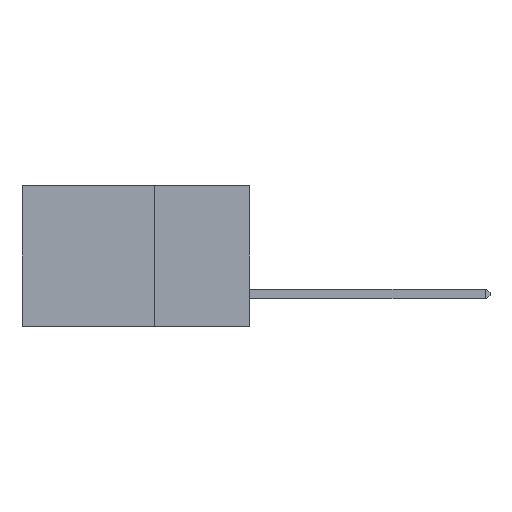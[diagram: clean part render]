
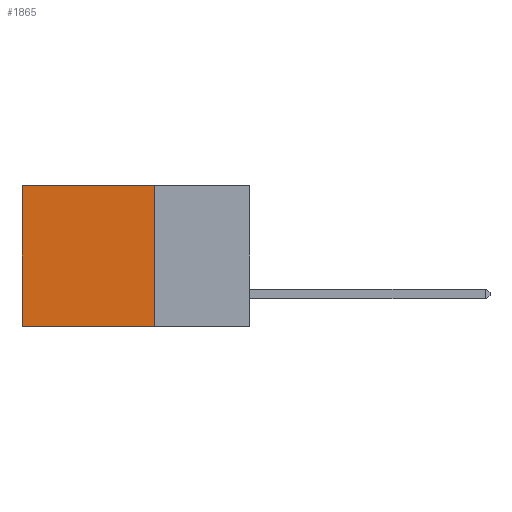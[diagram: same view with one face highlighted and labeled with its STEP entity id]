
A CAD part, left-side view. The second image highlights one B-rep face of the part: STEP entity #1865.
In plain terms, the highlighted planar face has unit normal (-1, 0, 0).
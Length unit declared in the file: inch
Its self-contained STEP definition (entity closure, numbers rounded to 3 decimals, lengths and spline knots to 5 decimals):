
#604 = DIRECTION ( 'NONE',  ( 0., 0., -1. ) ) ;
#709 = CARTESIAN_POINT ( 'NONE',  ( 0.2875, 0.25, 0. ) ) ;
#1135 = VERTEX_POINT ( 'NONE', #8397 ) ;
#1470 = LINE ( 'NONE', #11286, #1839 ) ;
#1839 = VECTOR ( 'NONE', #11194, 39.37008 ) ;
#1865 = ADVANCED_FACE ( 'NONE', ( #7367 ), #6736, .F. ) ;
#2158 = LINE ( 'NONE', #4331, #10380 ) ;
#2447 = CARTESIAN_POINT ( 'NONE',  ( 0.2875, 0.6, 0. ) ) ;
#2891 = EDGE_CURVE ( 'NONE', #11627, #1135, #1470, .T. ) ;
#3117 = ORIENTED_EDGE ( 'NONE', *, *, #2891, .T. ) ;
#3245 = AXIS2_PLACEMENT_3D ( 'NONE', #6344, #4567, #13723 ) ;
#3772 = VERTEX_POINT ( 'NONE', #8731 ) ;
#3862 = EDGE_LOOP ( 'NONE', ( #3117, #6049, #8859, #6400 ) ) ;
#4156 = DIRECTION ( 'NONE',  ( 0., 1., 0. ) ) ;
#4331 = CARTESIAN_POINT ( 'NONE',  ( 0.2875, 0.25, 0. ) ) ;
#4527 = VECTOR ( 'NONE', #604, 39.37008 ) ;
#4567 = DIRECTION ( 'NONE',  ( 1., 0., 0. ) ) ;
#5784 = DIRECTION ( 'NONE',  ( 0., 1., 0. ) ) ;
#5826 = EDGE_CURVE ( 'NONE', #11865, #11627, #2158, .T. ) ;
#6049 = ORIENTED_EDGE ( 'NONE', *, *, #11630, .F. ) ;
#6344 = CARTESIAN_POINT ( 'NONE',  ( 0.2875, 0.25, 0. ) ) ;
#6400 = ORIENTED_EDGE ( 'NONE', *, *, #5826, .T. ) ;
#6522 = VECTOR ( 'NONE', #5784, 39.37008 ) ;
#6736 = PLANE ( 'NONE',  #3245 ) ;
#6878 = CARTESIAN_POINT ( 'NONE',  ( 0.2875, 0.25, -0.37 ) ) ;
#7354 = EDGE_CURVE ( 'NONE', #11865, #3772, #10439, .T. ) ;
#7367 = FACE_OUTER_BOUND ( 'NONE', #3862, .T. ) ;
#8397 = CARTESIAN_POINT ( 'NONE',  ( 0.2875, 0.6, -0.37 ) ) ;
#8466 = CARTESIAN_POINT ( 'NONE',  ( 0.2875, 0.25, 0. ) ) ;
#8731 = CARTESIAN_POINT ( 'NONE',  ( 0.2875, 0.25, -0.37 ) ) ;
#8859 = ORIENTED_EDGE ( 'NONE', *, *, #7354, .F. ) ;
#9286 = LINE ( 'NONE', #6878, #6522 ) ;
#10380 = VECTOR ( 'NONE', #4156, 39.37008 ) ;
#10439 = LINE ( 'NONE', #709, #4527 ) ;
#11194 = DIRECTION ( 'NONE',  ( 0., 0., -1. ) ) ;
#11286 = CARTESIAN_POINT ( 'NONE',  ( 0.2875, 0.6, 0. ) ) ;
#11627 = VERTEX_POINT ( 'NONE', #2447 ) ;
#11630 = EDGE_CURVE ( 'NONE', #3772, #1135, #9286, .T. ) ;
#11865 = VERTEX_POINT ( 'NONE', #8466 ) ;
#13723 = DIRECTION ( 'NONE',  ( 0., 0., -1. ) ) ;
